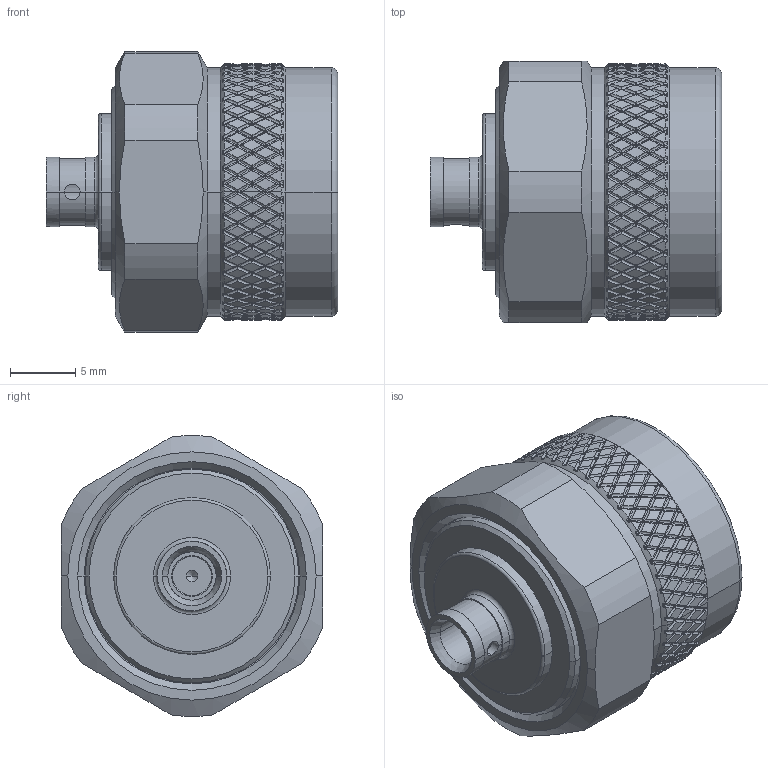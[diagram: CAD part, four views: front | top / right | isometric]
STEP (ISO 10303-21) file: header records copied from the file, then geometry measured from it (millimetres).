
FILE_DESCRIPTION (( 'STEP AP203' ), '1' );
FILE_NAME ('FMCN1927_3D.STEP', '2022-09-02T05:40:58', ( '' ), ( '' ), 'SwSTEP 2.0', 'SolidWorks 2021', '' );
FILE_SCHEMA (( 'CONFIG_CONTROL_DESIGN' ));
Length unit declared in the file: millimetre
Products named in the file (1): FMCN1927_3D
Bounding box: 22.31 x 20.01 x 21.47 mm (x, y, z)
Volume: 3645.7 mm3; surface area: 4173.6 mm2
Topology: 4 solids, 5 shells, 1797 faces, 4473 edges, 2698 vertices
Faces by surface type: torus 1408, cylinder 321, cone 34, plane 32, sphere 2
Entity records: 71570 total; most frequent: CARTESIAN_POINT 34531, ORIENTED_EDGE 8942, DIRECTION 6047, EDGE_CURVE 4471, B_SPLINE_CURVE_WITH_KNOTS 3188, AXIS2_PLACEMENT_3D 2966, VERTEX_POINT 2698, EDGE_LOOP 1823
